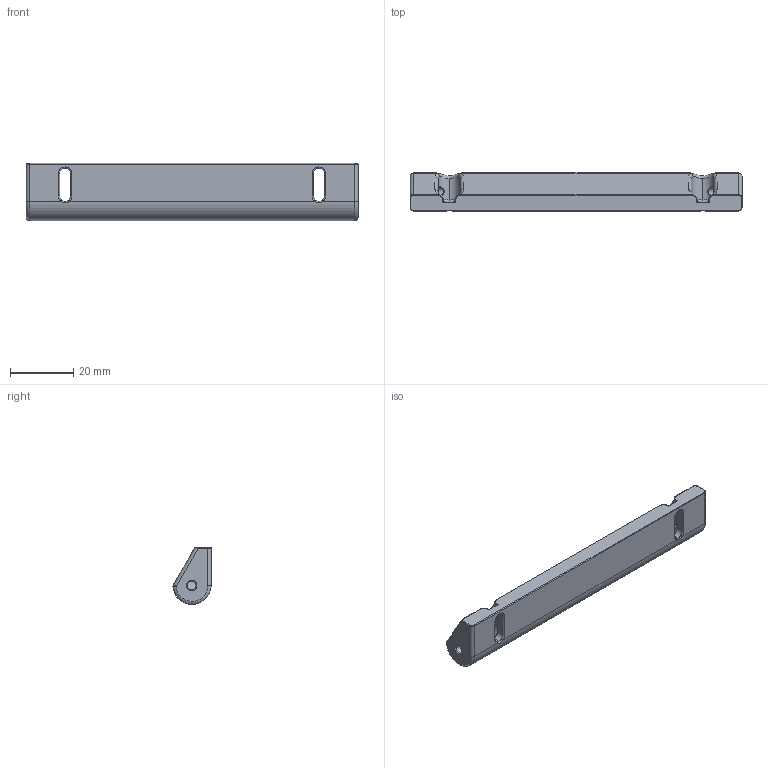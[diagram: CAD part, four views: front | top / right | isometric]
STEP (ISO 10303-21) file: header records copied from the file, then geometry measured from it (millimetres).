
FILE_DESCRIPTION (( 'STEP AP214' ), '1' );
FILE_NAME ('PCB_Stencil_Bottom_Hinge.STEP', '2023-11-14T06:33:13', ( '' ), ( '' ), 'SwSTEP 2.0', 'SolidWorks 2021', '' );
FILE_SCHEMA (( 'AUTOMOTIVE_DESIGN' ));
Length unit declared in the file: millimetre
Products named in the file (1): PCB_Stencil_Bottom_Hinge
Bounding box: 104.7 x 11.99 x 18 mm (x, y, z)
Volume: 15249.3 mm3; surface area: 5914.2 mm2
Topology: 1 solids, 1 shells, 145 faces, 353 edges, 200 vertices
Faces by surface type: cylinder 57, torus 34, bspline 30, plane 17, sphere 7
Entity records: 6248 total; most frequent: CARTESIAN_POINT 3049, ORIENTED_EDGE 690, DIRECTION 662, EDGE_CURVE 345, AXIS2_PLACEMENT_3D 281, VERTEX_POINT 200, CIRCLE 165, EDGE_LOOP 151
